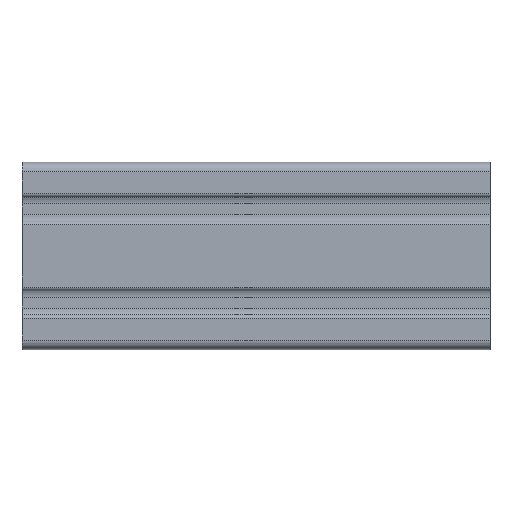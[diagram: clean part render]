
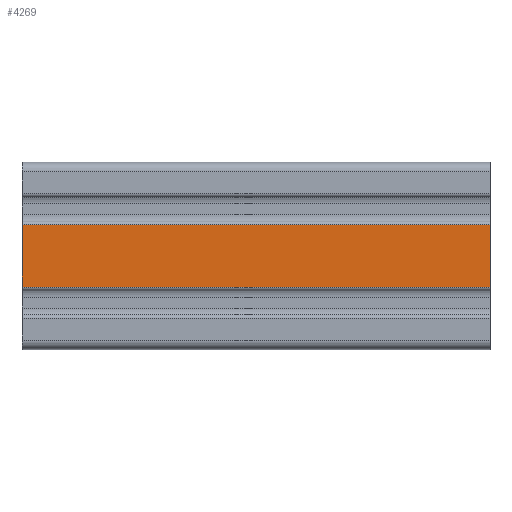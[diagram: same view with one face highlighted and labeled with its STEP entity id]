
A CAD part, top view. The second image highlights one B-rep face of the part: STEP entity #4269.
In plain terms, the highlighted planar face has unit normal (0, 0, 1).
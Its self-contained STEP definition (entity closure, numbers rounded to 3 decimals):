
#114 = VECTOR ( 'NONE', #4182, 1000. ) ;
#277 = CARTESIAN_POINT ( 'NONE',  ( 59.184, 61.548, 10. ) ) ;
#387 = LINE ( 'NONE', #277, #114 ) ;
#480 = VERTEX_POINT ( 'NONE', #1803 ) ;
#520 = CARTESIAN_POINT ( 'NONE',  ( 59.184, 48.248, 10. ) ) ;
#597 = DIRECTION ( 'NONE',  ( 0., -1., 0. ) ) ;
#610 = PLANE ( 'NONE',  #1458 ) ;
#764 = LINE ( 'NONE', #2779, #4077 ) ;
#922 = LINE ( 'NONE', #520, #3933 ) ;
#952 = DIRECTION ( 'NONE',  ( -1., 0., 0. ) ) ;
#1084 = VECTOR ( 'NONE', #597, 1000. ) ;
#1245 = CARTESIAN_POINT ( 'NONE',  ( -40.816, 48.248, 10. ) ) ;
#1427 = VERTEX_POINT ( 'NONE', #3651 ) ;
#1458 = AXIS2_PLACEMENT_3D ( 'NONE', #2876, #4225, #952 ) ;
#1582 = ORIENTED_EDGE ( 'NONE', *, *, #2415, .F. ) ;
#1708 = EDGE_CURVE ( 'NONE', #480, #4236, #2804, .T. ) ;
#1803 = CARTESIAN_POINT ( 'NONE',  ( -40.816, 61.548, 10. ) ) ;
#1822 = EDGE_LOOP ( 'NONE', ( #3101, #1582, #2003, #3474 ) ) ;
#1907 = CARTESIAN_POINT ( 'NONE',  ( -40.816, 61.548, 10. ) ) ;
#2003 = ORIENTED_EDGE ( 'NONE', *, *, #2959, .F. ) ;
#2232 = VERTEX_POINT ( 'NONE', #2571 ) ;
#2415 = EDGE_CURVE ( 'NONE', #1427, #4236, #922, .T. ) ;
#2446 = DIRECTION ( 'NONE',  ( -1., 0., 0. ) ) ;
#2571 = CARTESIAN_POINT ( 'NONE',  ( 59.184, 61.548, 10. ) ) ;
#2779 = CARTESIAN_POINT ( 'NONE',  ( 59.184, 61.548, 10. ) ) ;
#2804 = LINE ( 'NONE', #1907, #1084 ) ;
#2876 = CARTESIAN_POINT ( 'NONE',  ( 59.184, 61.548, 10. ) ) ;
#2959 = EDGE_CURVE ( 'NONE', #2232, #1427, #764, .T. ) ;
#3077 = EDGE_CURVE ( 'NONE', #2232, #480, #387, .T. ) ;
#3101 = ORIENTED_EDGE ( 'NONE', *, *, #1708, .T. ) ;
#3137 = FACE_OUTER_BOUND ( 'NONE', #1822, .T. ) ;
#3474 = ORIENTED_EDGE ( 'NONE', *, *, #3077, .T. ) ;
#3484 = DIRECTION ( 'NONE',  ( 0., -1., 0. ) ) ;
#3651 = CARTESIAN_POINT ( 'NONE',  ( 59.184, 48.248, 10. ) ) ;
#3933 = VECTOR ( 'NONE', #2446, 1000. ) ;
#4077 = VECTOR ( 'NONE', #3484, 1000. ) ;
#4182 = DIRECTION ( 'NONE',  ( -1., 0., 0. ) ) ;
#4225 = DIRECTION ( 'NONE',  ( 0., 0., -1. ) ) ;
#4236 = VERTEX_POINT ( 'NONE', #1245 ) ;
#4269 = ADVANCED_FACE ( 'NONE', ( #3137 ), #610, .F. ) ;
